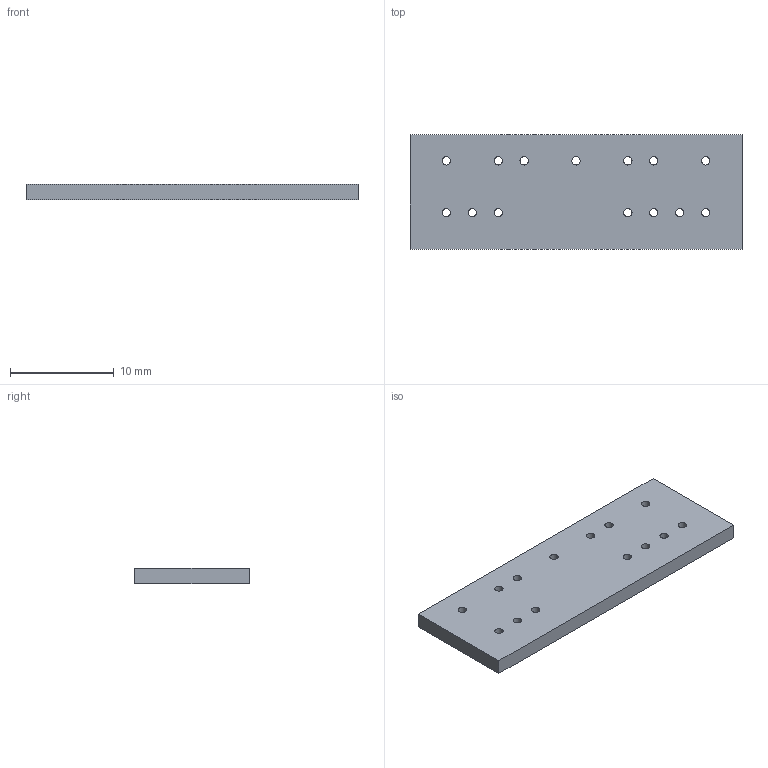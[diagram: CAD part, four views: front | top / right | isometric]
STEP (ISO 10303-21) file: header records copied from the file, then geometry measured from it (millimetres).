
FILE_DESCRIPTION(('KiCad electronic assembly'),'2;1');
FILE_NAME('canlogger2-pcb.step','2025-10-18T15:11:53',('Pcbnew'),( 'Kicad'),'Open CASCADE STEP processor 7.8','KiCad to STEP converter' ,'Unknown');
FILE_SCHEMA(('AUTOMOTIVE_DESIGN { 1 0 10303 214 1 1 1 1 }'));
Length unit declared in the file: millimetre
Products named in the file (2): canlogger2-pcb 1; canlogger2-pcb_PCB
Assembly tree (1 placements, depth 2):
  canlogger2-pcb 1
    canlogger2-pcb_PCB
Bounding box: 32 x 11 x 1.51 mm (x, y, z)
Volume: 520.9 mm3; surface area: 872.9 mm2
Topology: 1 solids, 1 shells, 20 faces, 54 edges, 36 vertices
Faces by surface type: cylinder 14, plane 6
Full cylindrical faces by diameter (mm): 0.8 x14
Entity records: 739 total; most frequent: DIRECTION 126, CARTESIAN_POINT 112, ORIENTED_EDGE 108, EDGE_CURVE 54, AXIS2_PLACEMENT_3D 50, FACE_BOUND 48, EDGE_LOOP 48, VERTEX_POINT 36
